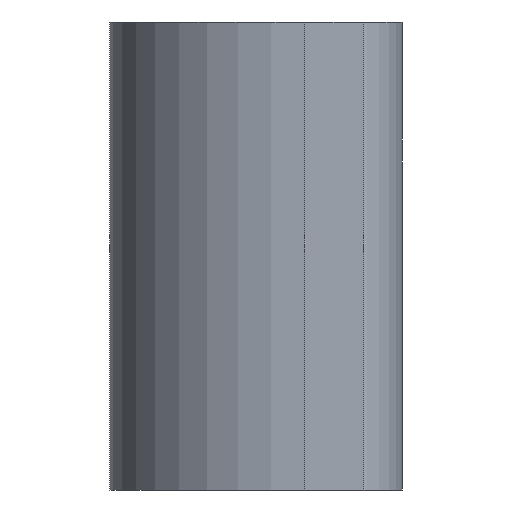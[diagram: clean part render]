
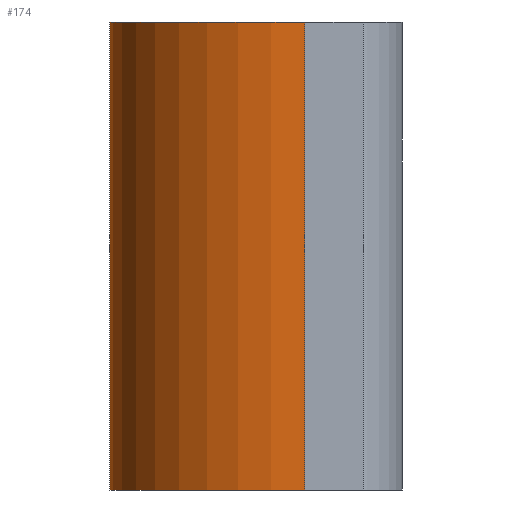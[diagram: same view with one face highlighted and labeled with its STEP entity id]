
A CAD part, left-side view. The second image highlights one B-rep face of the part: STEP entity #174.
In plain terms, the highlighted cylindrical face has radius 5 mm (diameter 10 mm), a partial arc.
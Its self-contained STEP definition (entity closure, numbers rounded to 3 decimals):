
#30 = DIRECTION ( 'NONE',  ( 0., 0., -1. ) ) ;
#38 = VERTEX_POINT ( 'NONE', #416 ) ;
#41 = CIRCLE ( 'NONE', #455, 5. ) ;
#55 = EDGE_LOOP ( 'NONE', ( #495, #86, #142, #558, #210, #418 ) ) ;
#77 = CARTESIAN_POINT ( 'NONE',  ( -19.5, 2.5, 6. ) ) ;
#86 = ORIENTED_EDGE ( 'NONE', *, *, #121, .F. ) ;
#93 = VERTEX_POINT ( 'NONE', #420 ) ;
#94 = DIRECTION ( 'NONE',  ( 0., 0., 1. ) ) ;
#105 = DIRECTION ( 'NONE',  ( -1., 0., 0. ) ) ;
#110 = DIRECTION ( 'NONE',  ( 0., 0., 1. ) ) ;
#111 = CARTESIAN_POINT ( 'NONE',  ( -19.5, 2.5, 6. ) ) ;
#116 = CARTESIAN_POINT ( 'NONE',  ( -14.601, 1.5, -6. ) ) ;
#121 = EDGE_CURVE ( 'NONE', #38, #385, #327, .T. ) ;
#136 = DIRECTION ( 'NONE',  ( 1., 0., 0. ) ) ;
#142 = ORIENTED_EDGE ( 'NONE', *, *, #267, .F. ) ;
#174 = ADVANCED_FACE ( 'NONE', ( #366 ), #323, .T. ) ;
#176 = DIRECTION ( 'NONE',  ( 1., 0., 0. ) ) ;
#177 = EDGE_CURVE ( 'NONE', #433, #379, #499, .T. ) ;
#209 = VECTOR ( 'NONE', #30, 1000. ) ;
#210 = ORIENTED_EDGE ( 'NONE', *, *, #177, .F. ) ;
#231 = CARTESIAN_POINT ( 'NONE',  ( -24.5, 2.5, -6. ) ) ;
#241 = EDGE_CURVE ( 'NONE', #93, #385, #534, .T. ) ;
#243 = CARTESIAN_POINT ( 'NONE',  ( -14.601, 1.5, 6. ) ) ;
#244 = CARTESIAN_POINT ( 'NONE',  ( -14.601, 1.5, 6. ) ) ;
#246 = DIRECTION ( 'NONE',  ( 0., 0., -1. ) ) ;
#247 = DIRECTION ( 'NONE',  ( -1., 0., 0. ) ) ;
#267 = EDGE_CURVE ( 'NONE', #325, #38, #508, .T. ) ;
#304 = VECTOR ( 'NONE', #110, 1000. ) ;
#306 = CARTESIAN_POINT ( 'NONE',  ( -19.5, 2.5, 6. ) ) ;
#310 = CARTESIAN_POINT ( 'NONE',  ( -14.5, 2.5, 6. ) ) ;
#311 = AXIS2_PLACEMENT_3D ( 'NONE', #306, #354, #393 ) ;
#323 = CYLINDRICAL_SURFACE ( 'NONE', #396, 5. ) ;
#325 = VERTEX_POINT ( 'NONE', #310 ) ;
#327 = LINE ( 'NONE', #536, #209 ) ;
#354 = DIRECTION ( 'NONE',  ( 0., 0., 1. ) ) ;
#356 = CARTESIAN_POINT ( 'NONE',  ( -19.5, 2.5, -6. ) ) ;
#366 = FACE_OUTER_BOUND ( 'NONE', #55, .T. ) ;
#379 = VERTEX_POINT ( 'NONE', #244 ) ;
#385 = VERTEX_POINT ( 'NONE', #231 ) ;
#389 = CIRCLE ( 'NONE', #421, 5. ) ;
#393 = DIRECTION ( 'NONE',  ( 1., 0., 0. ) ) ;
#396 = AXIS2_PLACEMENT_3D ( 'NONE', #77, #545, #247 ) ;
#416 = CARTESIAN_POINT ( 'NONE',  ( -24.5, 2.5, 6. ) ) ;
#418 = ORIENTED_EDGE ( 'NONE', *, *, #507, .F. ) ;
#420 = CARTESIAN_POINT ( 'NONE',  ( -14.5, 2.5, -6. ) ) ;
#421 = AXIS2_PLACEMENT_3D ( 'NONE', #456, #246, #105 ) ;
#433 = VERTEX_POINT ( 'NONE', #116 ) ;
#434 = AXIS2_PLACEMENT_3D ( 'NONE', #356, #94, #176 ) ;
#455 = AXIS2_PLACEMENT_3D ( 'NONE', #111, #511, #136 ) ;
#456 = CARTESIAN_POINT ( 'NONE',  ( -19.5, 2.5, -6. ) ) ;
#481 = EDGE_CURVE ( 'NONE', #325, #379, #41, .T. ) ;
#495 = ORIENTED_EDGE ( 'NONE', *, *, #241, .T. ) ;
#499 = LINE ( 'NONE', #243, #304 ) ;
#507 = EDGE_CURVE ( 'NONE', #93, #433, #389, .T. ) ;
#508 = CIRCLE ( 'NONE', #311, 5. ) ;
#511 = DIRECTION ( 'NONE',  ( 0., 0., -1. ) ) ;
#534 = CIRCLE ( 'NONE', #434, 5. ) ;
#536 = CARTESIAN_POINT ( 'NONE',  ( -24.5, 2.5, 6. ) ) ;
#545 = DIRECTION ( 'NONE',  ( 0., 0., -1. ) ) ;
#558 = ORIENTED_EDGE ( 'NONE', *, *, #481, .T. ) ;
